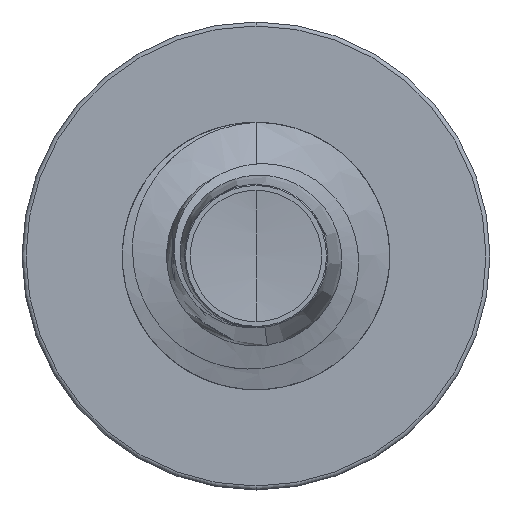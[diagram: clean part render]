
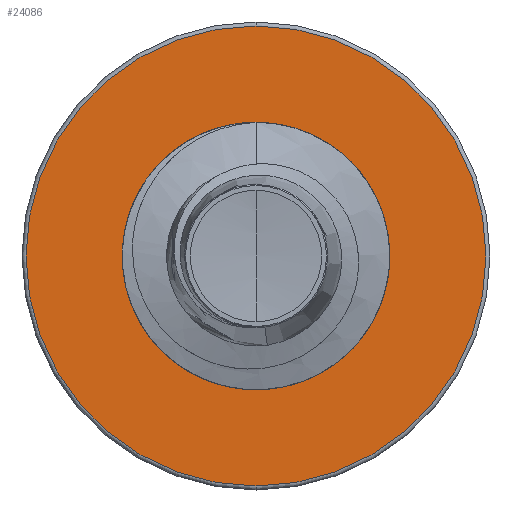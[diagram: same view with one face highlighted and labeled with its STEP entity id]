
A CAD part, front view. The second image highlights one B-rep face of the part: STEP entity #24086.
In plain terms, the highlighted planar face has unit normal (0, -1, 0).
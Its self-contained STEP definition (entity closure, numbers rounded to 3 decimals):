
#1268 = EDGE_LOOP ( 'NONE', ( #12366, #5914 ) ) ;
#1807 = VERTEX_POINT ( 'NONE', #17816 ) ;
#1951 = AXIS2_PLACEMENT_3D ( 'NONE', #15907, #27459, #18039 ) ;
#2497 = CARTESIAN_POINT ( 'NONE',  ( 0., 25., 0. ) ) ;
#2716 = EDGE_LOOP ( 'NONE', ( #19186, #8397 ) ) ;
#3995 = CIRCLE ( 'NONE', #1951, 2.842 ) ;
#5619 = DIRECTION ( 'NONE',  ( 0., 0., 1. ) ) ;
#5914 = ORIENTED_EDGE ( 'NONE', *, *, #25671, .T. ) ;
#7370 = CIRCLE ( 'NONE', #19738, 5.16 ) ;
#7770 = CARTESIAN_POINT ( 'NONE',  ( 0., 25., -2.842 ) ) ;
#8397 = ORIENTED_EDGE ( 'NONE', *, *, #8559, .F. ) ;
#8559 = EDGE_CURVE ( 'NONE', #1807, #9966, #7370, .T. ) ;
#9351 = DIRECTION ( 'NONE',  ( 0., 0., 1. ) ) ;
#9384 = DIRECTION ( 'NONE',  ( 0., 1., 0. ) ) ;
#9425 = CARTESIAN_POINT ( 'NONE',  ( 0., 25., 0. ) ) ;
#9966 = VERTEX_POINT ( 'NONE', #19398 ) ;
#12328 = CARTESIAN_POINT ( 'NONE',  ( 0., 25., 2.842 ) ) ;
#12366 = ORIENTED_EDGE ( 'NONE', *, *, #16710, .T. ) ;
#12858 = AXIS2_PLACEMENT_3D ( 'NONE', #9425, #9384, #9351 ) ;
#13451 = FACE_BOUND ( 'NONE', #1268, .T. ) ;
#14201 = DIRECTION ( 'NONE',  ( 0., 1., 0. ) ) ;
#15122 = AXIS2_PLACEMENT_3D ( 'NONE', #2497, #19879, #5619 ) ;
#15907 = CARTESIAN_POINT ( 'NONE',  ( 0., 25., 0. ) ) ;
#16355 = CARTESIAN_POINT ( 'NONE',  ( 0., 25., -2.842 ) ) ;
#16710 = EDGE_CURVE ( 'NONE', #25353, #18764, #21139, .T. ) ;
#17816 = CARTESIAN_POINT ( 'NONE',  ( 0., 25., -5.16 ) ) ;
#18039 = DIRECTION ( 'NONE',  ( 0., 0., 1. ) ) ;
#18764 = VERTEX_POINT ( 'NONE', #7770 ) ;
#19186 = ORIENTED_EDGE ( 'NONE', *, *, #22328, .F. ) ;
#19398 = CARTESIAN_POINT ( 'NONE',  ( 0., 25., 5.16 ) ) ;
#19618 = AXIS2_PLACEMENT_3D ( 'NONE', #16355, #14201, #26499 ) ;
#19738 = AXIS2_PLACEMENT_3D ( 'NONE', #20599, #20582, #20432 ) ;
#19879 = DIRECTION ( 'NONE',  ( 0., 1., 0. ) ) ;
#20432 = DIRECTION ( 'NONE',  ( 0., 0., 1. ) ) ;
#20582 = DIRECTION ( 'NONE',  ( 0., 1., 0. ) ) ;
#20599 = CARTESIAN_POINT ( 'NONE',  ( 0., 25., 0. ) ) ;
#21116 = CIRCLE ( 'NONE', #15122, 5.16 ) ;
#21139 = CIRCLE ( 'NONE', #12858, 2.842 ) ;
#22328 = EDGE_CURVE ( 'NONE', #9966, #1807, #21116, .T. ) ;
#24086 = ADVANCED_FACE ( 'NONE', ( #26935, #13451 ), #25067, .F. ) ;
#25067 = PLANE ( 'NONE',  #19618 ) ;
#25353 = VERTEX_POINT ( 'NONE', #12328 ) ;
#25671 = EDGE_CURVE ( 'NONE', #18764, #25353, #3995, .T. ) ;
#26499 = DIRECTION ( 'NONE',  ( 0., 0., 1. ) ) ;
#26935 = FACE_OUTER_BOUND ( 'NONE', #2716, .T. ) ;
#27459 = DIRECTION ( 'NONE',  ( 0., 1., 0. ) ) ;
